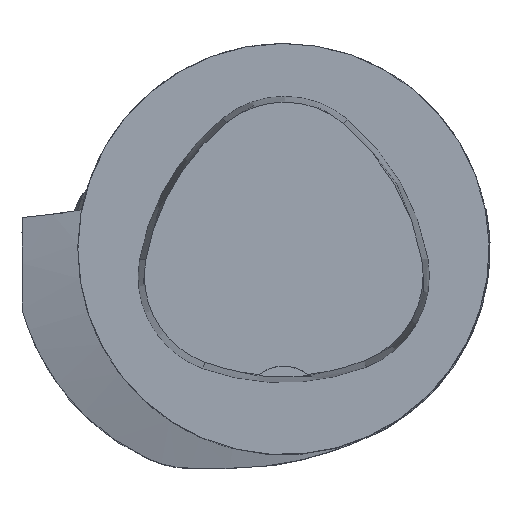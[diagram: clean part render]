
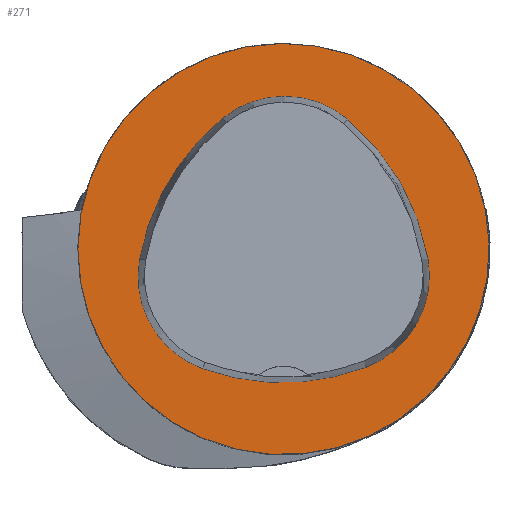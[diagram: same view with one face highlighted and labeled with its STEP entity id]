
A CAD part, top view. The second image highlights one B-rep face of the part: STEP entity #271.
In plain terms, the highlighted planar face has unit normal (0, 0, 1).
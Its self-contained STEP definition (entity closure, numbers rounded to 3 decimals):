
#271=ADVANCED_FACE('',(#641,#642),#341,.T.);
#341=PLANE('',#1777);
#641=FACE_BOUND('',#686,.T.);
#642=FACE_BOUND('',#687,.T.);
#686=EDGE_LOOP('',(#943,#944,#945,#946,#947,#948));
#687=EDGE_LOOP('',(#949));
#943=ORIENTED_EDGE('',*,*,#1474,.T.);
#944=ORIENTED_EDGE('',*,*,#1454,.T.);
#945=ORIENTED_EDGE('',*,*,#1458,.T.);
#946=ORIENTED_EDGE('',*,*,#1461,.T.);
#947=ORIENTED_EDGE('',*,*,#1464,.T.);
#948=ORIENTED_EDGE('',*,*,#1472,.T.);
#949=ORIENTED_EDGE('',*,*,#1445,.F.);
#1272=VERTEX_POINT('',#2656);
#1281=VERTEX_POINT('',#2675);
#1282=VERTEX_POINT('',#2676);
#1285=VERTEX_POINT('',#2684);
#1287=VERTEX_POINT('',#2690);
#1289=VERTEX_POINT('',#2696);
#1296=VERTEX_POINT('',#2717);
#1445=EDGE_CURVE('',#1272,#1272,#1581,.T.);
#1454=EDGE_CURVE('',#1281,#1282,#1582,.T.);
#1458=EDGE_CURVE('',#1282,#1285,#1584,.T.);
#1461=EDGE_CURVE('',#1285,#1287,#1586,.T.);
#1464=EDGE_CURVE('',#1287,#1289,#1588,.T.);
#1472=EDGE_CURVE('',#1289,#1296,#1592,.T.);
#1474=EDGE_CURVE('',#1296,#1281,#1594,.T.);
#1581=CIRCLE('',#1749,31.5);
#1582=CIRCLE('',#1755,36.);
#1584=CIRCLE('',#1758,15.);
#1586=CIRCLE('',#1761,36.);
#1588=CIRCLE('',#1764,15.);
#1592=CIRCLE('',#1769,36.);
#1594=CIRCLE('',#1772,15.);
#1749=AXIS2_PLACEMENT_3D('',#2655,#2036,#2037);
#1755=AXIS2_PLACEMENT_3D('',#2674,#2052,#2053);
#1758=AXIS2_PLACEMENT_3D('',#2683,#2060,#2061);
#1761=AXIS2_PLACEMENT_3D('',#2689,#2067,#2068);
#1764=AXIS2_PLACEMENT_3D('',#2695,#2074,#2075);
#1769=AXIS2_PLACEMENT_3D('',#2718,#2086,#2087);
#1772=AXIS2_PLACEMENT_3D('',#2721,#2092,#2093);
#1777=AXIS2_PLACEMENT_3D('',#2726,#2102,#2103);
#2036=DIRECTION('',(0.,0.,-1.));
#2037=DIRECTION('',(-1.,0.,0.));
#2052=DIRECTION('',(0.,0.,-1.));
#2053=DIRECTION('',(-1.,0.,0.));
#2060=DIRECTION('',(0.,0.,-1.));
#2061=DIRECTION('',(-1.,0.,0.));
#2067=DIRECTION('',(0.,0.,-1.));
#2068=DIRECTION('',(-1.,0.,0.));
#2074=DIRECTION('',(0.,0.,-1.));
#2075=DIRECTION('',(-1.,0.,0.));
#2086=DIRECTION('',(0.,0.,-1.));
#2087=DIRECTION('',(-1.,0.,0.));
#2092=DIRECTION('',(0.,0.,-1.));
#2093=DIRECTION('',(-1.,0.,0.));
#2102=DIRECTION('',(0.,0.,1.));
#2103=DIRECTION('',(1.,0.,0.));
#2655=CARTESIAN_POINT('',(0.,0.,0.));
#2656=CARTESIAN_POINT('',(-31.5,0.,0.));
#2674=CARTESIAN_POINT('',(13.398,-7.893,0.));
#2675=CARTESIAN_POINT('',(-22.041,-1.562,0.));
#2676=CARTESIAN_POINT('',(-9.317,20.036,0.));
#2683=CARTESIAN_POINT('',(0.148,8.399,0.));
#2684=CARTESIAN_POINT('',(9.779,19.898,0.));
#2689=CARTESIAN_POINT('',(-13.337,-7.7,0.));
#2690=CARTESIAN_POINT('',(22.122,-1.48,0.));
#2695=CARTESIAN_POINT('',(7.347,-4.071,0.));
#2696=CARTESIAN_POINT('',(12.693,-18.087,0.));
#2717=CARTESIAN_POINT('',(-12.373,-18.307,0.));
#2718=CARTESIAN_POINT('',(-0.137,15.55,0.));
#2721=CARTESIAN_POINT('',(-7.275,-4.2,0.));
#2726=CARTESIAN_POINT('',(0.,0.,0.));
